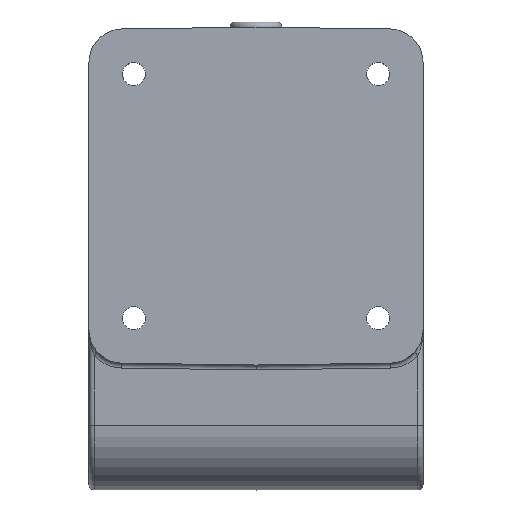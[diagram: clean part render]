
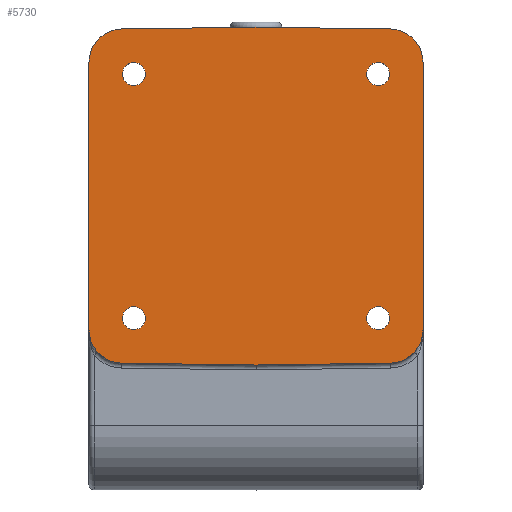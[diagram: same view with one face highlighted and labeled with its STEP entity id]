
A CAD part, top view. The second image highlights one B-rep face of the part: STEP entity #5730.
In plain terms, the highlighted planar face has unit normal (0, 0, 1).
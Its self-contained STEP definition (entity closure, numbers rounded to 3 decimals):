
#399=FACE_BOUND('',#1656,.T.);
#400=FACE_BOUND('',#1657,.T.);
#401=FACE_BOUND('',#1658,.T.);
#402=FACE_BOUND('',#1659,.T.);
#568=LINE('',#8825,#805);
#570=LINE('',#8829,#807);
#652=LINE('',#9732,#889);
#655=LINE('',#9743,#892);
#674=LINE('',#9991,#911);
#681=LINE('',#10004,#918);
#805=VECTOR('',#6759,10.);
#807=VECTOR('',#6763,10.);
#889=VECTOR('',#7163,10.);
#892=VECTOR('',#7180,10.);
#911=VECTOR('',#7269,10.);
#918=VECTOR('',#7278,10.);
#1275=FACE_OUTER_BOUND('',#1655,.T.);
#1655=EDGE_LOOP('',(#4591,#4592,#4593,#4594,#4595,#4596,#4597,#4598,#4599,
#4600));
#1656=EDGE_LOOP('',(#4601));
#1657=EDGE_LOOP('',(#4602));
#1658=EDGE_LOOP('',(#4603));
#1659=EDGE_LOOP('',(#4604));
#1795=CIRCLE('',#5868,4.5);
#1797=CIRCLE('',#5871,4.5);
#1799=CIRCLE('',#5874,4.5);
#1801=CIRCLE('',#5877,4.5);
#1844=CIRCLE('',#5945,13.);
#1845=CIRCLE('',#5949,13.);
#2067=CIRCLE('',#6354,13.);
#2068=CIRCLE('',#6359,13.);
#2175=VERTEX_POINT('',#8179);
#2177=VERTEX_POINT('',#8184);
#2179=VERTEX_POINT('',#8189);
#2181=VERTEX_POINT('',#8194);
#2239=VERTEX_POINT('',#8817);
#2240=VERTEX_POINT('',#8819);
#2241=VERTEX_POINT('',#8823);
#2242=VERTEX_POINT('',#8827);
#2243=VERTEX_POINT('',#8831);
#2352=VERTEX_POINT('',#9730);
#2353=VERTEX_POINT('',#9742);
#2379=VERTEX_POINT('',#9988);
#2380=VERTEX_POINT('',#9990);
#2385=VERTEX_POINT('',#10002);
#2641=EDGE_CURVE('',#2175,#2175,#1795,.T.);
#2643=EDGE_CURVE('',#2177,#2177,#1797,.T.);
#2645=EDGE_CURVE('',#2179,#2179,#1799,.T.);
#2647=EDGE_CURVE('',#2181,#2181,#1801,.T.);
#2734=EDGE_CURVE('',#2240,#2239,#1844,.T.);
#2737=EDGE_CURVE('',#2239,#2241,#568,.T.);
#2739=EDGE_CURVE('',#2242,#2241,#570,.T.);
#2741=EDGE_CURVE('',#2243,#2242,#1845,.T.);
#2933=EDGE_CURVE('',#2352,#2243,#652,.T.);
#2936=EDGE_CURVE('',#2353,#2240,#655,.T.);
#2983=EDGE_CURVE('',#2379,#2380,#674,.T.);
#2990=EDGE_CURVE('',#2379,#2385,#681,.T.);
#3218=EDGE_CURVE('',#2385,#2353,#2067,.T.);
#3219=EDGE_CURVE('',#2380,#2352,#2068,.T.);
#4591=ORIENTED_EDGE('',*,*,#2739,.F.);
#4592=ORIENTED_EDGE('',*,*,#2741,.F.);
#4593=ORIENTED_EDGE('',*,*,#2933,.F.);
#4594=ORIENTED_EDGE('',*,*,#3219,.F.);
#4595=ORIENTED_EDGE('',*,*,#2983,.F.);
#4596=ORIENTED_EDGE('',*,*,#2990,.T.);
#4597=ORIENTED_EDGE('',*,*,#3218,.T.);
#4598=ORIENTED_EDGE('',*,*,#2936,.T.);
#4599=ORIENTED_EDGE('',*,*,#2734,.T.);
#4600=ORIENTED_EDGE('',*,*,#2737,.T.);
#4601=ORIENTED_EDGE('',*,*,#2641,.T.);
#4602=ORIENTED_EDGE('',*,*,#2643,.T.);
#4603=ORIENTED_EDGE('',*,*,#2645,.T.);
#4604=ORIENTED_EDGE('',*,*,#2647,.T.);
#5096=PLANE('',#6358);
#5730=ADVANCED_FACE('',(#1275,#399,#400,#401,#402),#5096,.T.);
#5868=AXIS2_PLACEMENT_3D('',#8180,#6579,#6580);
#5871=AXIS2_PLACEMENT_3D('',#8185,#6585,#6586);
#5874=AXIS2_PLACEMENT_3D('',#8190,#6591,#6592);
#5877=AXIS2_PLACEMENT_3D('',#8195,#6597,#6598);
#5945=AXIS2_PLACEMENT_3D('',#8820,#6753,#6754);
#5949=AXIS2_PLACEMENT_3D('',#8833,#6767,#6768);
#6354=AXIS2_PLACEMENT_3D('',#11522,#7740,#7741);
#6358=AXIS2_PLACEMENT_3D('',#11526,#7748,#7749);
#6359=AXIS2_PLACEMENT_3D('',#11527,#7750,#7751);
#6579=DIRECTION('center_axis',(0.,0.,
-1.));
#6580=DIRECTION('ref_axis',(0.,-1.,0.));
#6585=DIRECTION('center_axis',(0.,0.,
-1.));
#6586=DIRECTION('ref_axis',(0.,-1.,0.));
#6591=DIRECTION('center_axis',(0.,0.,
-1.));
#6592=DIRECTION('ref_axis',(0.,-1.,0.));
#6597=DIRECTION('center_axis',(0.,0.,
-1.));
#6598=DIRECTION('ref_axis',(0.,-1.,0.));
#6753=DIRECTION('center_axis',(0.,0.,
1.));
#6754=DIRECTION('ref_axis',(-1.,0.,0.));
#6759=DIRECTION('',(1.,-0.014,0.));
#6763=DIRECTION('',(-1.,-0.014,0.));
#6767=DIRECTION('center_axis',(0.,0.,
-1.));
#6768=DIRECTION('ref_axis',(1.,0.,0.));
#7163=DIRECTION('',(0.,-1.,0.));
#7180=DIRECTION('',(0.,-1.,0.));
#7269=DIRECTION('',(1.,-0.014,0.));
#7278=DIRECTION('',(-1.,-0.014,0.));
#7740=DIRECTION('center_axis',(0.,0.,
1.));
#7741=DIRECTION('ref_axis',(-0.014,1.,0.));
#7748=DIRECTION('center_axis',(0.,0.,
1.));
#7749=DIRECTION('ref_axis',(0.,-1.,0.));
#7750=DIRECTION('center_axis',(0.,0.,
-1.));
#7751=DIRECTION('ref_axis',(0.014,1.,0.));
#8179=CARTESIAN_POINT('',(-47.495,-19.249,30.688));
#8180=CARTESIAN_POINT('Origin',(-47.495,-14.749,30.688));
#8184=CARTESIAN_POINT('',(-47.495,75.751,30.688));
#8185=CARTESIAN_POINT('Origin',(-47.495,80.251,30.688));
#8189=CARTESIAN_POINT('',(47.505,75.751,30.688));
#8190=CARTESIAN_POINT('Origin',(47.505,80.251,30.688));
#8194=CARTESIAN_POINT('',(47.505,-19.249,30.688));
#8195=CARTESIAN_POINT('Origin',(47.505,-14.749,30.688));
#8817=CARTESIAN_POINT('',(-52.177,-32.27,30.688));
#8819=CARTESIAN_POINT('',(-64.995,-19.272,30.688));
#8820=CARTESIAN_POINT('Origin',(-51.995,-19.272,30.688));
#8823=CARTESIAN_POINT('',(0.005,-32.999,30.688));
#8825=CARTESIAN_POINT('',(-52.177,-32.27,30.688));
#8827=CARTESIAN_POINT('',(52.187,-32.27,30.688));
#8829=CARTESIAN_POINT('',(52.187,-32.27,30.688));
#8831=CARTESIAN_POINT('',(65.005,-19.272,30.688));
#8833=CARTESIAN_POINT('Origin',(52.005,-19.272,30.688));
#9730=CARTESIAN_POINT('',(65.005,84.774,30.688));
#9732=CARTESIAN_POINT('',(65.005,84.774,30.688));
#9742=CARTESIAN_POINT('',(-64.995,84.774,30.688));
#9743=CARTESIAN_POINT('',(-64.995,84.774,30.688));
#9988=CARTESIAN_POINT('',(0.005,98.501,30.688));
#9990=CARTESIAN_POINT('',(52.187,97.772,30.688));
#9991=CARTESIAN_POINT('',(0.005,98.501,30.688));
#10002=CARTESIAN_POINT('',(-52.177,97.772,30.688));
#10004=CARTESIAN_POINT('',(0.005,98.501,30.688));
#11522=CARTESIAN_POINT('Origin',(-51.995,84.774,30.688));
#11526=CARTESIAN_POINT('Origin',(0.005,32.751,30.688));
#11527=CARTESIAN_POINT('Origin',(52.005,84.774,30.688));
